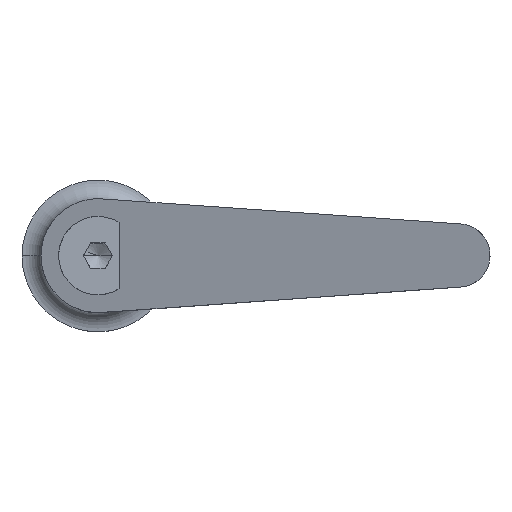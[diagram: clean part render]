
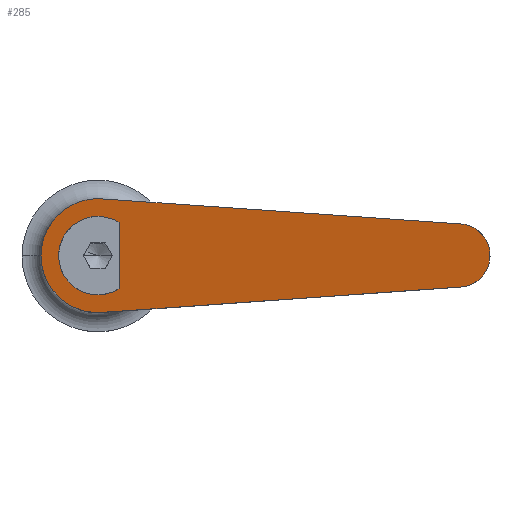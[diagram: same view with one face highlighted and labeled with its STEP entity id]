
A CAD part, top view. The second image highlights one B-rep face of the part: STEP entity #285.
In plain terms, the highlighted planar face has unit normal (-0.266, 0, 0.964).
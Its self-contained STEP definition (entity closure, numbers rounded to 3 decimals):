
#197=VERTEX_POINT('',#545);
#225=EDGE_CURVE('',#493,#293,#576,.T.);
#247=VERTEX_POINT('',#601);
#269=EDGE_CURVE('',#517,#247,#625,.T.);
#285=ADVANCED_FACE('',(#644,#645),#646,.F.);
#289=EDGE_CURVE('',#359,#455,#650,.T.);
#293=VERTEX_POINT('',#654);
#307=VERTEX_POINT('',#670);
#315=EDGE_CURVE('',#467,#359,#680,.T.);
#351=EDGE_CURVE('',#247,#493,#722,.T.);
#359=VERTEX_POINT('',#731);
#373=EDGE_CURVE('',#293,#307,#745,.T.);
#453=EDGE_CURVE('',#197,#467,#834,.T.);
#455=VERTEX_POINT('',#836);
#467=VERTEX_POINT('',#848);
#485=EDGE_CURVE('',#455,#197,#867,.T.);
#487=EDGE_CURVE('',#307,#517,#869,.T.);
#493=VERTEX_POINT('',#875);
#517=VERTEX_POINT('',#902);
#545=CARTESIAN_POINT('',(0.,-6.2,33.579));
#576=ELLIPSE('',#963,9.335,9.);
#601=CARTESIAN_POINT('',(0.632,8.978,33.753));
#625=LINE('',#1049,#1050);
#644=FACE_OUTER_BOUND('',#1083,.T.);
#645=FACE_BOUND('',#1084,.T.);
#646=PLANE('',#1085);
#650=ELLIPSE('',#1090,6.431,6.2);
#654=CARTESIAN_POINT('',(0.632,-8.978,33.753));
#670=CARTESIAN_POINT('',(57.351,-4.988,49.379));
#680=LINE('',#1127,#1128);
#722=ELLIPSE('',#1197,9.335,9.);
#731=CARTESIAN_POINT('',(3.342,5.222,34.5));
#745=LINE('',#1233,#1234);
#834=ELLIPSE('',#1348,6.431,6.2);
#836=CARTESIAN_POINT('',(0.,6.2,33.579));
#848=CARTESIAN_POINT('',(3.342,-5.222,34.5));
#867=ELLIPSE('',#1404,6.431,6.2);
#869=ELLIPSE('',#1407,5.186,5.);
#875=CARTESIAN_POINT('',(-9.,0.,31.1));
#902=CARTESIAN_POINT('',(57.351,4.988,49.379));
#963=AXIS2_PLACEMENT_3D('',#1512,#1513,#1514);
#1049=CARTESIAN_POINT('',(32.714,6.721,42.592));
#1050=VECTOR('',#1554,1.0);
#1083=EDGE_LOOP('',(#1583,#1584,#1585,#1586,#1587));
#1084=EDGE_LOOP('',(#1588,#1589,#1590,#1591));
#1085=AXIS2_PLACEMENT_3D('',#1592,#1593,#1594);
#1090=AXIS2_PLACEMENT_3D('',#1595,#1596,#1597);
#1127=CARTESIAN_POINT('',(3.342,0.,34.5));
#1128=VECTOR('',#1638,1.0);
#1197=AXIS2_PLACEMENT_3D('',#1697,#1698,#1699);
#1233=CARTESIAN_POINT('',(59.082,-4.866,49.856));
#1234=VECTOR('',#1719,1.0);
#1348=AXIS2_PLACEMENT_3D('',#1819,#1820,#1821);
#1404=AXIS2_PLACEMENT_3D('',#1841,#1842,#1843);
#1407=AXIS2_PLACEMENT_3D('',#1844,#1845,#1846);
#1512=CARTESIAN_POINT('',(0.,0.,33.579));
#1513=DIRECTION('',(-0.266,0.,0.964));
#1514=DIRECTION('',(-0.964,0.,-0.266));
#1554=DIRECTION('',(-0.962,0.068,-0.265));
#1583=ORIENTED_EDGE('',*,*,#351,.T.);
#1584=ORIENTED_EDGE('',*,*,#225,.T.);
#1585=ORIENTED_EDGE('',*,*,#373,.T.);
#1586=ORIENTED_EDGE('',*,*,#487,.T.);
#1587=ORIENTED_EDGE('',*,*,#269,.T.);
#1588=ORIENTED_EDGE('',*,*,#289,.F.);
#1589=ORIENTED_EDGE('',*,*,#315,.F.);
#1590=ORIENTED_EDGE('',*,*,#453,.F.);
#1591=ORIENTED_EDGE('',*,*,#485,.F.);
#1592=CARTESIAN_POINT('',(27.678,0.,41.204));
#1593=DIRECTION('',(0.266,0.,-0.964));
#1594=DIRECTION('',(0.256,0.964,0.071));
#1595=CARTESIAN_POINT('',(0.0,0.0,33.579));
#1596=DIRECTION('',(-0.266,0.,0.964));
#1597=DIRECTION('',(-0.964,0.0,-0.266));
#1638=DIRECTION('',(0.,1.0,0.0));
#1697=CARTESIAN_POINT('',(0.,0.,33.579));
#1698=DIRECTION('',(-0.266,0.,0.964));
#1699=DIRECTION('',(-0.964,0.,-0.266));
#1719=DIRECTION('',(0.962,0.068,0.265));
#1819=CARTESIAN_POINT('',(0.0,0.0,33.579));
#1820=DIRECTION('',(-0.266,0.,0.964));
#1821=DIRECTION('',(-0.964,0.0,-0.266));
#1841=CARTESIAN_POINT('',(0.0,0.0,33.579));
#1842=DIRECTION('',(-0.266,0.,0.964));
#1843=DIRECTION('',(-0.964,0.0,-0.266));
#1844=CARTESIAN_POINT('',(57.0,0.,49.282));
#1845=DIRECTION('',(-0.266,0.,0.964));
#1846=DIRECTION('',(0.964,0.,0.266));
